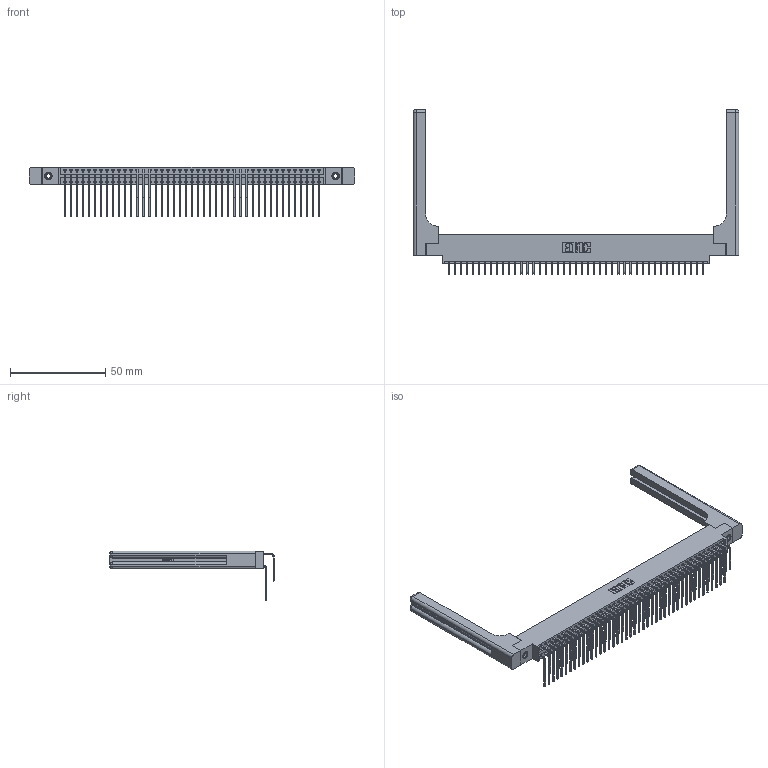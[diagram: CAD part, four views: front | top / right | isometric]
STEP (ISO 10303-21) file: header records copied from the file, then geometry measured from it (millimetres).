
FILE_DESCRIPTION (( 'STEP AP203' ), '1' );
FILE_NAME ('346-086-559-858.STEP', '2022-05-25T23:42:32', ( '' ), ( '' ), 'SwSTEP 2.0', 'SolidWorks 2020', '' );
FILE_SCHEMA (( 'CONFIG_CONTROL_DESIGN' ));
Length unit declared in the file: inch
Products named in the file (6): 345-250-001_345-250-001-102; 345-292-001_558 559 Tail - 1; 346-220-058_345-220-058; 346 Part_0.170 Offset - 0.156 Dia-TH; 346-086-559-858; 345-292-001_559 Tail - 2
Assembly tree (91 placements, depth 2):
  346-086-559-858
    346 Part_0.170 Offset - 0.156 Dia-TH
    345-292-001_558 559 Tail - 1  x43
    345-292-001_559 Tail - 2  x43
    345-250-001_345-250-001-102  x2
    346-220-058_345-220-058  x2
Bounding box: 170.59 x 86.17 x 26.16 mm (x, y, z)
Volume: 24459.7 mm3; surface area: 30902.9 mm2
Topology: 91 solids, 91 shells, 5040 faces, 14889 edges, 9790 vertices
Faces by surface type: plane 3424, cylinder 1556, bspline 36, cone 12, sphere 8, torus 4
Entity records: 35442 total; most frequent: CARTESIAN_POINT 6906, ORIENTED_EDGE 5584, DIRECTION 5040, EDGE_CURVE 2792, VECTOR 2356, LINE 2356, VERTEX_POINT 1850, AXIS2_PLACEMENT_3D 1342
